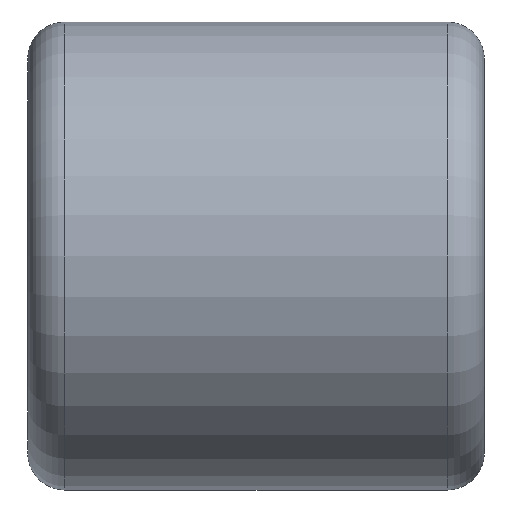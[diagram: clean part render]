
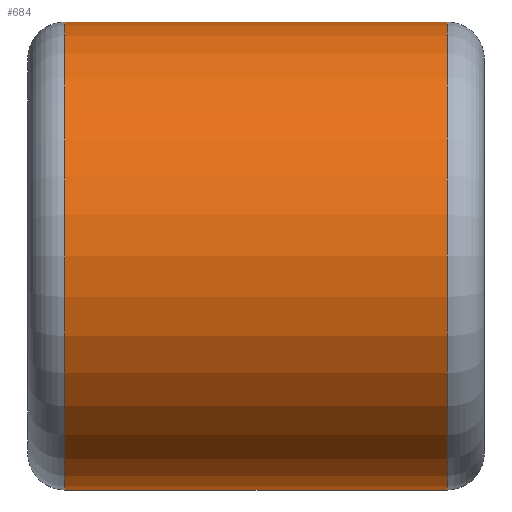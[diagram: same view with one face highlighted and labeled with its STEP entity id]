
A CAD part, front view. The second image highlights one B-rep face of the part: STEP entity #684.
In plain terms, the highlighted cylindrical face has radius 41 mm (diameter 82 mm), a partial arc.
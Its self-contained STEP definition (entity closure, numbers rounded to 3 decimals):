
#125 = CIRCLE ( 'NONE', #2974, 41. ) ;
#339 = VERTEX_POINT ( 'NONE', #3629 ) ;
#409 = EDGE_LOOP ( 'NONE', ( #1050, #3136, #1586, #1401 ) ) ;
#571 = DIRECTION ( 'NONE',  ( 0., 0., 1. ) ) ;
#684 = ADVANCED_FACE ( 'NONE', ( #2268 ), #2984, .T. ) ;
#920 = CARTESIAN_POINT ( 'NONE',  ( 33.5, 0., 291.987 ) ) ;
#968 = CIRCLE ( 'NONE', #1567, 41. ) ;
#970 = DIRECTION ( 'NONE',  ( 0., 0., -1. ) ) ;
#975 = CARTESIAN_POINT ( 'NONE',  ( -57.637, 0., 332.987 ) ) ;
#1014 = VECTOR ( 'NONE', #2071, 1000. ) ;
#1050 = ORIENTED_EDGE ( 'NONE', *, *, #3486, .F. ) ;
#1253 = DIRECTION ( 'NONE',  ( 0., 0., 1. ) ) ;
#1314 = CARTESIAN_POINT ( 'NONE',  ( -33.5, 0., 291.987 ) ) ;
#1401 = ORIENTED_EDGE ( 'NONE', *, *, #3735, .T. ) ;
#1490 = AXIS2_PLACEMENT_3D ( 'NONE', #2005, #2351, #1253 ) ;
#1567 = AXIS2_PLACEMENT_3D ( 'NONE', #920, #3888, #571 ) ;
#1586 = ORIENTED_EDGE ( 'NONE', *, *, #3373, .T. ) ;
#1775 = VERTEX_POINT ( 'NONE', #3694 ) ;
#2001 = DIRECTION ( 'NONE',  ( -1., 0., 0. ) ) ;
#2005 = CARTESIAN_POINT ( 'NONE',  ( -57.637, 0., 291.987 ) ) ;
#2049 = CARTESIAN_POINT ( 'NONE',  ( -57.637, 0., 250.987 ) ) ;
#2071 = DIRECTION ( 'NONE',  ( -1., 0., 0. ) ) ;
#2268 = FACE_OUTER_BOUND ( 'NONE', #409, .T. ) ;
#2346 = LINE ( 'NONE', #2049, #3268 ) ;
#2351 = DIRECTION ( 'NONE',  ( -1., 0., 0. ) ) ;
#2365 = DIRECTION ( 'NONE',  ( 1., 0., 0. ) ) ;
#2506 = VERTEX_POINT ( 'NONE', #2719 ) ;
#2719 = CARTESIAN_POINT ( 'NONE',  ( -33.5, 0., 332.987 ) ) ;
#2761 = CARTESIAN_POINT ( 'NONE',  ( 33.5, 0., 250.987 ) ) ;
#2922 = VERTEX_POINT ( 'NONE', #2761 ) ;
#2974 = AXIS2_PLACEMENT_3D ( 'NONE', #1314, #2365, #970 ) ;
#2984 = CYLINDRICAL_SURFACE ( 'NONE', #1490, 41. ) ;
#3109 = LINE ( 'NONE', #975, #1014 ) ;
#3136 = ORIENTED_EDGE ( 'NONE', *, *, #4556, .T. ) ;
#3268 = VECTOR ( 'NONE', #2001, 1000. ) ;
#3373 = EDGE_CURVE ( 'NONE', #339, #2506, #3109, .T. ) ;
#3486 = EDGE_CURVE ( 'NONE', #2922, #1775, #2346, .T. ) ;
#3629 = CARTESIAN_POINT ( 'NONE',  ( 33.5, 0., 332.987 ) ) ;
#3694 = CARTESIAN_POINT ( 'NONE',  ( -33.5, 0., 250.987 ) ) ;
#3735 = EDGE_CURVE ( 'NONE', #2506, #1775, #125, .T. ) ;
#3888 = DIRECTION ( 'NONE',  ( -1., 0., 0. ) ) ;
#4556 = EDGE_CURVE ( 'NONE', #2922, #339, #968, .T. ) ;
